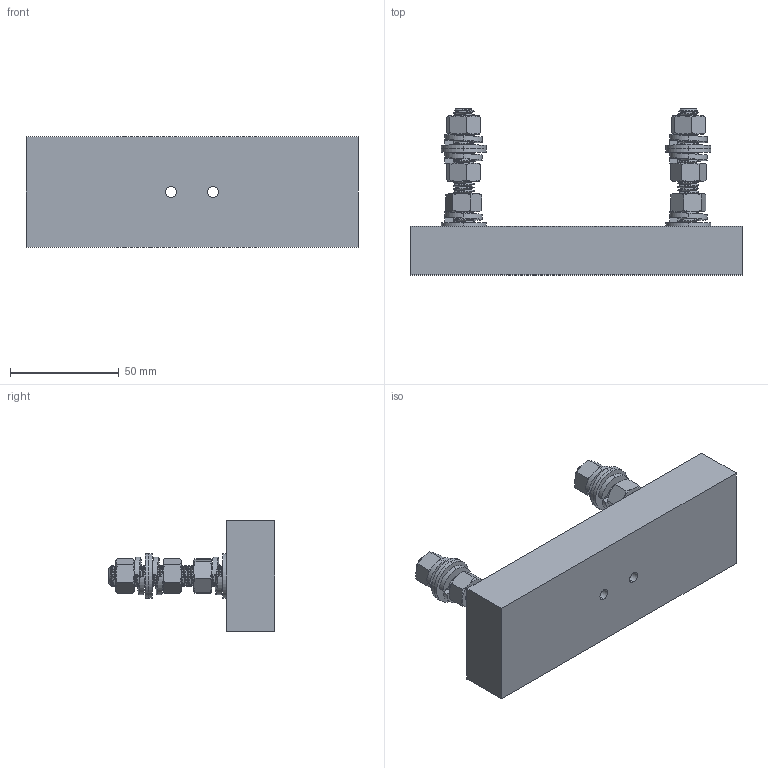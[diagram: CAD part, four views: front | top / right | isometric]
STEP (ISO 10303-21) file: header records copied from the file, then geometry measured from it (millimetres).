
FILE_DESCRIPTION (( 'STEP AP214' ), '1' );
FILE_NAME ('16425revn.STEP', '2013-05-31T15:46:24', ( '' ), ( '' ), 'SwSTEP 2.0', 'SolidWorks 2012', '' );
FILE_SCHEMA (( 'AUTOMOTIVE_DESIGN' ));
Length unit declared in the file: inch
Products named in the file (1): 16425revn
Bounding box: 152.4 x 76.2 x 50.8 mm (x, y, z)
Volume: 185500 mm3; surface area: 46320.7 mm2
Topology: 21 solids, 21 shells, 582 faces, 1538 edges, 998 vertices
Faces by surface type: cylinder 356, cone 112, plane 84, bspline 30
Entity records: 45614 total; most frequent: CARTESIAN_POINT 25641, ORIENTED_EDGE 3068, DIRECTION 1984, EDGE_CURVE 1534, VERTEX_POINT 998, AXIS2_PLACEMENT_3D 759, EDGE_LOOP 614, LENGTH_MEASURE_WITH_UNIT 605
